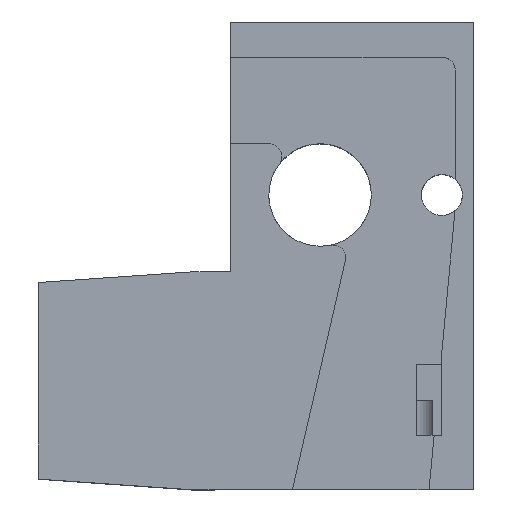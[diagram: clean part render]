
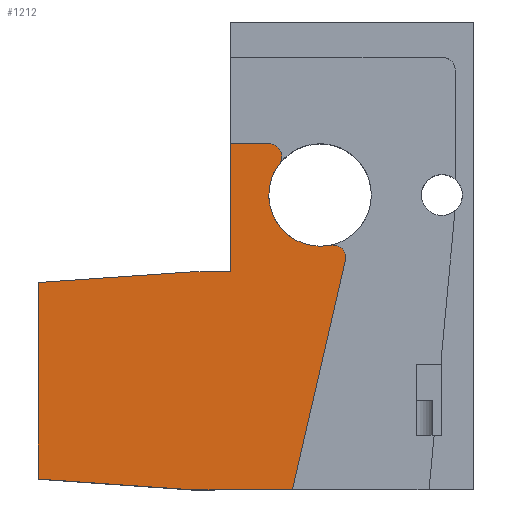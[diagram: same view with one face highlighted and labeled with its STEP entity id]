
A CAD part, top view. The second image highlights one B-rep face of the part: STEP entity #1212.
In plain terms, the highlighted planar face has unit normal (0, 0, 1).
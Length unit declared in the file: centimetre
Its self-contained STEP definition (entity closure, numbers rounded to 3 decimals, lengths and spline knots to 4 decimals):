
#20=LINE('',#1759,#136);
#31=LINE('',#1780,#147);
#37=LINE('',#1808,#153);
#38=LINE('',#1811,#154);
#80=LINE('',#1940,#196);
#81=LINE('',#1943,#197);
#82=LINE('',#1951,#198);
#83=LINE('',#1952,#199);
#136=VECTOR('',#1409,100.);
#147=VECTOR('',#1422,100.);
#153=VECTOR('',#1450,100.);
#154=VECTOR('',#1453,100.);
#196=VECTOR('',#1545,100.);
#197=VECTOR('',#1548,100.);
#198=VECTOR('',#1555,100.);
#199=VECTOR('',#1556,100.);
#335=FACE_OUTER_BOUND('',#418,.T.);
#418=EDGE_LOOP('',(#945,#946,#947,#948,#949,#950,#951,#952,#953,#954,#955));
#493=CIRCLE('',#1310,0.1);
#494=CIRCLE('',#1311,0.4);
#495=CIRCLE('',#1312,0.1);
#530=VERTEX_POINT('',#1756);
#531=VERTEX_POINT('',#1758);
#540=VERTEX_POINT('',#1778);
#547=VERTEX_POINT('',#1798);
#551=VERTEX_POINT('',#1806);
#552=VERTEX_POINT('',#1810);
#590=VERTEX_POINT('',#1942);
#591=VERTEX_POINT('',#1944);
#592=VERTEX_POINT('',#1946);
#593=VERTEX_POINT('',#1948);
#594=VERTEX_POINT('',#1950);
#650=EDGE_CURVE('',#530,#531,#20,.T.);
#661=EDGE_CURVE('',#540,#530,#31,.T.);
#673=EDGE_CURVE('',#551,#547,#37,.T.);
#674=EDGE_CURVE('',#547,#552,#38,.T.);
#727=EDGE_CURVE('',#531,#551,#80,.T.);
#728=EDGE_CURVE('',#590,#540,#81,.T.);
#729=EDGE_CURVE('',#591,#590,#493,.T.);
#730=EDGE_CURVE('',#591,#592,#494,.T.);
#731=EDGE_CURVE('',#593,#592,#495,.T.);
#732=EDGE_CURVE('',#593,#594,#82,.T.);
#733=EDGE_CURVE('',#552,#594,#83,.T.);
#945=ORIENTED_EDGE('',*,*,#727,.F.);
#946=ORIENTED_EDGE('',*,*,#650,.F.);
#947=ORIENTED_EDGE('',*,*,#661,.F.);
#948=ORIENTED_EDGE('',*,*,#728,.F.);
#949=ORIENTED_EDGE('',*,*,#729,.F.);
#950=ORIENTED_EDGE('',*,*,#730,.T.);
#951=ORIENTED_EDGE('',*,*,#731,.F.);
#952=ORIENTED_EDGE('',*,*,#732,.T.);
#953=ORIENTED_EDGE('',*,*,#733,.F.);
#954=ORIENTED_EDGE('',*,*,#674,.F.);
#955=ORIENTED_EDGE('',*,*,#673,.F.);
#1154=PLANE('',#1309);
#1212=ADVANCED_FACE('',(#335),#1154,.T.);
#1309=AXIS2_PLACEMENT_3D('',#1941,#1546,#1547);
#1310=AXIS2_PLACEMENT_3D('',#1945,#1549,#1550);
#1311=AXIS2_PLACEMENT_3D('',#1947,#1551,#1552);
#1312=AXIS2_PLACEMENT_3D('',#1949,#1553,#1554);
#1409=DIRECTION('',(-0.998,0.069,0.));
#1422=DIRECTION('',(-1.,0.,0.));
#1450=DIRECTION('',(0.998,0.069,0.));
#1453=DIRECTION('',(1.,0.,0.));
#1545=DIRECTION('',(0.,1.,0.));
#1546=DIRECTION('center_axis',(0.,0.,
1.));
#1547=DIRECTION('ref_axis',(-1.,0.,0.));
#1548=DIRECTION('',(-0.225,-0.974,0.));
#1549=DIRECTION('center_axis',(0.,0.,
-1.));
#1550=DIRECTION('ref_axis',(0.716,0.698,0.));
#1551=DIRECTION('center_axis',(0.,0.,
-1.));
#1552=DIRECTION('ref_axis',(1.,0.,0.));
#1553=DIRECTION('center_axis',(0.,0.,
-1.));
#1554=DIRECTION('ref_axis',(0.894,0.447,0.));
#1555=DIRECTION('',(-1.,0.,0.));
#1556=DIRECTION('',(0.,1.,0.));
#1756=CARTESIAN_POINT('',(-1.3922,0.6778,0.0185));
#1758=CARTESIAN_POINT('',(-2.5922,0.7607,0.0185));
#1759=CARTESIAN_POINT('',(-4.2561,0.8757,0.0185));
#1778=CARTESIAN_POINT('',(-0.6075,0.6778,0.0185));
#1780=CARTESIAN_POINT('',(-0.242,0.6778,0.0185));
#1798=CARTESIAN_POINT('',(-1.3922,2.3778,0.0185));
#1806=CARTESIAN_POINT('',(-2.5922,2.2949,0.0185));
#1808=CARTESIAN_POINT('',(-4.189,2.1845,0.0185));
#1810=CARTESIAN_POINT('',(-1.0919,2.3778,0.0185));
#1811=CARTESIAN_POINT('',(-2.4922,2.3778,0.0185));
#1940=CARTESIAN_POINT('',(-2.5922,2.0153,0.0185));
#1941=CARTESIAN_POINT('Origin',(-0.842,2.5028,0.0185));
#1942=CARTESIAN_POINT('',(-0.195,2.4654,0.0185));
#1943=CARTESIAN_POINT('',(-0.0422,3.1278,0.0185));
#1944=CARTESIAN_POINT('',(-0.3124,2.5858,0.0185));
#1945=CARTESIAN_POINT('Origin',(-0.2925,2.4878,0.0185));
#1946=CARTESIAN_POINT('',(-0.7122,3.2178,0.0185));
#1947=CARTESIAN_POINT('Origin',(-0.3922,2.9778,0.0185));
#1948=CARTESIAN_POINT('',(-0.7922,3.3778,0.0185));
#1949=CARTESIAN_POINT('Origin',(-0.7922,3.2778,0.0185));
#1950=CARTESIAN_POINT('',(-1.0919,3.3778,0.0185));
#1951=CARTESIAN_POINT('',(-0.3922,3.3778,0.0185));
#1952=CARTESIAN_POINT('',(-1.0919,2.3778,0.0185));
